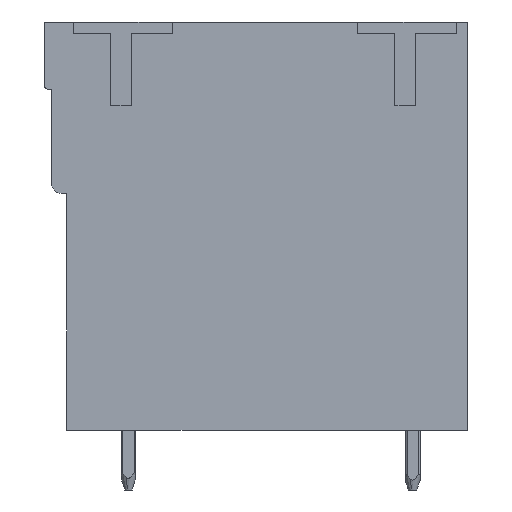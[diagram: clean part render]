
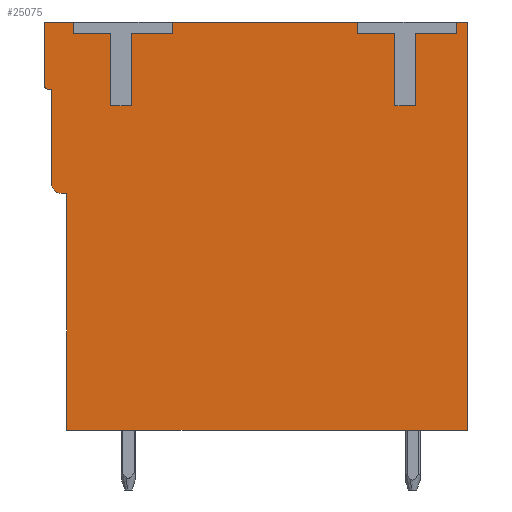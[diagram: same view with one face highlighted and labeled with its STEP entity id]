
A CAD part, left-side view. The second image highlights one B-rep face of the part: STEP entity #25075.
In plain terms, the highlighted planar face has unit normal (-1, 0, 0).
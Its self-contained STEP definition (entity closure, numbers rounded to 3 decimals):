
#23011=AXIS2_PLACEMENT_3D('Circle Axis2P3D',#23009,#23010,$) ;
#23083=AXIS2_PLACEMENT_3D('Circle Axis2P3D',#23081,#23082,$) ;
#25033=AXIS2_PLACEMENT_3D('Plane Axis2P3D',#25030,#25031,#25032) ;
#458=CARTESIAN_POINT('Vertex',(0.3,21.5,3.2)) ;
#461=CARTESIAN_POINT('Line Origine',(0.3,21.5,9.55)) ;
#465=CARTESIAN_POINT('Vertex',(0.3,21.5,15.9)) ;
#21039=CARTESIAN_POINT('Vertex',(0.3,5.9,25.1)) ;
#21042=CARTESIAN_POINT('Line Origine',(0.3,5.9,24.8)) ;
#21046=CARTESIAN_POINT('Vertex',(0.3,5.9,24.5)) ;
#21061=CARTESIAN_POINT('Line Origine',(0.3,4.9,24.5)) ;
#21065=CARTESIAN_POINT('Vertex',(0.3,3.9,24.5)) ;
#21080=CARTESIAN_POINT('Line Origine',(0.3,3.9,22.55)) ;
#21084=CARTESIAN_POINT('Vertex',(0.3,3.9,20.6)) ;
#21099=CARTESIAN_POINT('Line Origine',(0.3,3.35,20.6)) ;
#21103=CARTESIAN_POINT('Vertex',(0.3,2.8,20.6)) ;
#21118=CARTESIAN_POINT('Line Origine',(0.3,2.8,22.55)) ;
#21122=CARTESIAN_POINT('Vertex',(0.3,2.8,24.5)) ;
#21137=CARTESIAN_POINT('Line Origine',(0.3,1.7,24.5)) ;
#21141=CARTESIAN_POINT('Vertex',(0.3,0.6,24.5)) ;
#21156=CARTESIAN_POINT('Line Origine',(0.3,0.6,24.8)) ;
#21160=CARTESIAN_POINT('Vertex',(0.3,0.6,25.1)) ;
#21179=CARTESIAN_POINT('Vertex',(0.3,21.14,25.1)) ;
#21182=CARTESIAN_POINT('Line Origine',(0.3,21.14,24.8)) ;
#21186=CARTESIAN_POINT('Vertex',(0.3,21.14,24.5)) ;
#21201=CARTESIAN_POINT('Line Origine',(0.3,20.14,24.5)) ;
#21205=CARTESIAN_POINT('Vertex',(0.3,19.14,24.5)) ;
#21220=CARTESIAN_POINT('Line Origine',(0.3,19.14,22.55)) ;
#21224=CARTESIAN_POINT('Vertex',(0.3,19.14,20.6)) ;
#21239=CARTESIAN_POINT('Line Origine',(0.3,18.59,20.6)) ;
#21243=CARTESIAN_POINT('Vertex',(0.3,18.04,20.6)) ;
#21258=CARTESIAN_POINT('Line Origine',(0.3,18.04,22.55)) ;
#21262=CARTESIAN_POINT('Vertex',(0.3,18.04,24.5)) ;
#21277=CARTESIAN_POINT('Line Origine',(0.3,16.94,24.5)) ;
#21281=CARTESIAN_POINT('Vertex',(0.3,15.84,24.5)) ;
#21296=CARTESIAN_POINT('Line Origine',(0.3,15.84,24.8)) ;
#21300=CARTESIAN_POINT('Vertex',(0.3,15.84,25.1)) ;
#22985=CARTESIAN_POINT('Line Origine',(0.3,21.65,15.9)) ;
#22989=CARTESIAN_POINT('Vertex',(0.3,21.8,15.9)) ;
#23009=CARTESIAN_POINT('Axis2P3D Location',(0.3,21.8,16.4)) ;
#23013=CARTESIAN_POINT('Vertex',(0.3,22.3,16.4)) ;
#23033=CARTESIAN_POINT('Line Origine',(0.3,22.3,18.95)) ;
#23037=CARTESIAN_POINT('Vertex',(0.3,22.3,21.5)) ;
#23057=CARTESIAN_POINT('Line Origine',(0.3,22.4,21.5)) ;
#23061=CARTESIAN_POINT('Vertex',(0.3,22.5,21.5)) ;
#23081=CARTESIAN_POINT('Axis2P3D Location',(0.3,22.5,21.7)) ;
#23085=CARTESIAN_POINT('Vertex',(0.3,22.7,21.7)) ;
#23105=CARTESIAN_POINT('Line Origine',(0.3,22.7,23.4)) ;
#23109=CARTESIAN_POINT('Vertex',(0.3,22.7,25.1)) ;
#23129=CARTESIAN_POINT('Line Origine',(0.3,10.87,25.1)) ;
#23134=CARTESIAN_POINT('Line Origine',(0.3,0.3,25.1)) ;
#23138=CARTESIAN_POINT('Vertex',(0.3,0.,25.1)) ;
#23146=CARTESIAN_POINT('Line Origine',(0.3,21.92,25.1)) ;
#25030=CARTESIAN_POINT('Axis2P3D Location',(0.3,0.,0.)) ;
#25035=CARTESIAN_POINT('Line Origine',(0.3,10.75,3.2)) ;
#25039=CARTESIAN_POINT('Vertex',(0.3,0.,3.2)) ;
#25042=CARTESIAN_POINT('Line Origine',(0.3,0.,14.15)) ;
#462=DIRECTION('Vector Direction',(0.,0.,1.)) ;
#21043=DIRECTION('Vector Direction',(0.,0.,1.)) ;
#21062=DIRECTION('Vector Direction',(0.,1.,0.)) ;
#21081=DIRECTION('Vector Direction',(0.,0.,1.)) ;
#21100=DIRECTION('Vector Direction',(0.,1.,0.)) ;
#21119=DIRECTION('Vector Direction',(0.,0.,-1.)) ;
#21138=DIRECTION('Vector Direction',(0.,1.,0.)) ;
#21157=DIRECTION('Vector Direction',(0.,0.,-1.)) ;
#21183=DIRECTION('Vector Direction',(0.,0.,1.)) ;
#21202=DIRECTION('Vector Direction',(0.,1.,0.)) ;
#21221=DIRECTION('Vector Direction',(0.,0.,1.)) ;
#21240=DIRECTION('Vector Direction',(0.,1.,0.)) ;
#21259=DIRECTION('Vector Direction',(0.,0.,-1.)) ;
#21278=DIRECTION('Vector Direction',(0.,1.,0.)) ;
#21297=DIRECTION('Vector Direction',(0.,0.,-1.)) ;
#22986=DIRECTION('Vector Direction',(0.,1.,0.)) ;
#23010=DIRECTION('Axis2P3D Direction',(-1.,0.,0.)) ;
#23034=DIRECTION('Vector Direction',(0.,0.,1.)) ;
#23058=DIRECTION('Vector Direction',(0.,1.,0.)) ;
#23082=DIRECTION('Axis2P3D Direction',(-1.,0.,0.)) ;
#23106=DIRECTION('Vector Direction',(0.,0.,1.)) ;
#23130=DIRECTION('Vector Direction',(0.,-1.,0.)) ;
#23135=DIRECTION('Vector Direction',(0.,-1.,0.)) ;
#23147=DIRECTION('Vector Direction',(0.,-1.,0.)) ;
#25031=DIRECTION('Axis2P3D Direction',(-1.,0.,0.)) ;
#25032=DIRECTION('Axis2P3D XDirection',(0.,0.,1.)) ;
#25036=DIRECTION('Vector Direction',(0.,1.,0.)) ;
#25043=DIRECTION('Vector Direction',(0.,0.,-1.)) ;
#463=VECTOR('Line Direction',#462,1.) ;
#21044=VECTOR('Line Direction',#21043,1.) ;
#21063=VECTOR('Line Direction',#21062,1.) ;
#21082=VECTOR('Line Direction',#21081,1.) ;
#21101=VECTOR('Line Direction',#21100,1.) ;
#21120=VECTOR('Line Direction',#21119,1.) ;
#21139=VECTOR('Line Direction',#21138,1.) ;
#21158=VECTOR('Line Direction',#21157,1.) ;
#21184=VECTOR('Line Direction',#21183,1.) ;
#21203=VECTOR('Line Direction',#21202,1.) ;
#21222=VECTOR('Line Direction',#21221,1.) ;
#21241=VECTOR('Line Direction',#21240,1.) ;
#21260=VECTOR('Line Direction',#21259,1.) ;
#21279=VECTOR('Line Direction',#21278,1.) ;
#21298=VECTOR('Line Direction',#21297,1.) ;
#22987=VECTOR('Line Direction',#22986,1.) ;
#23035=VECTOR('Line Direction',#23034,1.) ;
#23059=VECTOR('Line Direction',#23058,1.) ;
#23107=VECTOR('Line Direction',#23106,1.) ;
#23131=VECTOR('Line Direction',#23130,1.) ;
#23136=VECTOR('Line Direction',#23135,1.) ;
#23148=VECTOR('Line Direction',#23147,1.) ;
#25037=VECTOR('Line Direction',#25036,1.) ;
#25044=VECTOR('Line Direction',#25043,1.) ;
#25048=ORIENTED_EDGE('',*,*,#23133,.T.) ;
#25049=ORIENTED_EDGE('',*,*,#21302,.F.) ;
#25050=ORIENTED_EDGE('',*,*,#21283,.F.) ;
#25051=ORIENTED_EDGE('',*,*,#21264,.F.) ;
#25052=ORIENTED_EDGE('',*,*,#21245,.F.) ;
#25053=ORIENTED_EDGE('',*,*,#21226,.F.) ;
#25054=ORIENTED_EDGE('',*,*,#21207,.F.) ;
#25055=ORIENTED_EDGE('',*,*,#21188,.F.) ;
#25056=ORIENTED_EDGE('',*,*,#23150,.T.) ;
#25057=ORIENTED_EDGE('',*,*,#23111,.T.) ;
#25058=ORIENTED_EDGE('',*,*,#23087,.T.) ;
#25059=ORIENTED_EDGE('',*,*,#23063,.T.) ;
#25060=ORIENTED_EDGE('',*,*,#23039,.T.) ;
#25061=ORIENTED_EDGE('',*,*,#23015,.T.) ;
#25062=ORIENTED_EDGE('',*,*,#22991,.T.) ;
#25063=ORIENTED_EDGE('',*,*,#467,.T.) ;
#25064=ORIENTED_EDGE('',*,*,#25041,.T.) ;
#25065=ORIENTED_EDGE('',*,*,#25046,.T.) ;
#25066=ORIENTED_EDGE('',*,*,#23140,.T.) ;
#25067=ORIENTED_EDGE('',*,*,#21162,.F.) ;
#25068=ORIENTED_EDGE('',*,*,#21143,.F.) ;
#25069=ORIENTED_EDGE('',*,*,#21124,.F.) ;
#25070=ORIENTED_EDGE('',*,*,#21105,.F.) ;
#25071=ORIENTED_EDGE('',*,*,#21086,.F.) ;
#25072=ORIENTED_EDGE('',*,*,#21067,.F.) ;
#25073=ORIENTED_EDGE('',*,*,#21048,.F.) ;
#25075=ADVANCED_FACE('HOUSING',(#25074),#25034,.T.) ;
#23012=CIRCLE('generated circle',#23011,0.5) ;
#23084=CIRCLE('generated circle',#23083,0.2) ;
#467=EDGE_CURVE('',#466,#459,#464,.F.) ;
#21048=EDGE_CURVE('',#21040,#21047,#21045,.F.) ;
#21067=EDGE_CURVE('',#21047,#21066,#21064,.F.) ;
#21086=EDGE_CURVE('',#21066,#21085,#21083,.F.) ;
#21105=EDGE_CURVE('',#21085,#21104,#21102,.F.) ;
#21124=EDGE_CURVE('',#21104,#21123,#21121,.F.) ;
#21143=EDGE_CURVE('',#21123,#21142,#21140,.F.) ;
#21162=EDGE_CURVE('',#21142,#21161,#21159,.F.) ;
#21188=EDGE_CURVE('',#21180,#21187,#21185,.F.) ;
#21207=EDGE_CURVE('',#21187,#21206,#21204,.F.) ;
#21226=EDGE_CURVE('',#21206,#21225,#21223,.F.) ;
#21245=EDGE_CURVE('',#21225,#21244,#21242,.F.) ;
#21264=EDGE_CURVE('',#21244,#21263,#21261,.F.) ;
#21283=EDGE_CURVE('',#21263,#21282,#21280,.F.) ;
#21302=EDGE_CURVE('',#21282,#21301,#21299,.F.) ;
#22991=EDGE_CURVE('',#22990,#466,#22988,.F.) ;
#23015=EDGE_CURVE('',#23014,#22990,#23012,.T.) ;
#23039=EDGE_CURVE('',#23038,#23014,#23036,.F.) ;
#23063=EDGE_CURVE('',#23062,#23038,#23060,.F.) ;
#23087=EDGE_CURVE('',#23086,#23062,#23084,.T.) ;
#23111=EDGE_CURVE('',#23110,#23086,#23108,.F.) ;
#23133=EDGE_CURVE('',#21040,#21301,#23132,.F.) ;
#23140=EDGE_CURVE('',#23139,#21161,#23137,.F.) ;
#23150=EDGE_CURVE('',#21180,#23110,#23149,.F.) ;
#25041=EDGE_CURVE('',#459,#25040,#25038,.F.) ;
#25046=EDGE_CURVE('',#25040,#23139,#25045,.F.) ;
#25047=EDGE_LOOP('',(#25048,#25049,#25050,#25051,#25052,#25053,#25054,#25055,#25056,#25057,#25058,#25059,#25060,#25061,#25062,#25063,#25064,#25065,#25066,#25067,#25068,#25069,#25070,#25071,#25072,#25073)) ;
#25074=FACE_OUTER_BOUND('',#25047,.T.) ;
#464=LINE('Line',#461,#463) ;
#21045=LINE('Line',#21042,#21044) ;
#21064=LINE('Line',#21061,#21063) ;
#21083=LINE('Line',#21080,#21082) ;
#21102=LINE('Line',#21099,#21101) ;
#21121=LINE('Line',#21118,#21120) ;
#21140=LINE('Line',#21137,#21139) ;
#21159=LINE('Line',#21156,#21158) ;
#21185=LINE('Line',#21182,#21184) ;
#21204=LINE('Line',#21201,#21203) ;
#21223=LINE('Line',#21220,#21222) ;
#21242=LINE('Line',#21239,#21241) ;
#21261=LINE('Line',#21258,#21260) ;
#21280=LINE('Line',#21277,#21279) ;
#21299=LINE('Line',#21296,#21298) ;
#22988=LINE('Line',#22985,#22987) ;
#23036=LINE('Line',#23033,#23035) ;
#23060=LINE('Line',#23057,#23059) ;
#23108=LINE('Line',#23105,#23107) ;
#23132=LINE('Line',#23129,#23131) ;
#23137=LINE('Line',#23134,#23136) ;
#23149=LINE('Line',#23146,#23148) ;
#25038=LINE('Line',#25035,#25037) ;
#25045=LINE('Line',#25042,#25044) ;
#25034=PLANE('',#25033) ;
#459=VERTEX_POINT('',#458) ;
#466=VERTEX_POINT('',#465) ;
#21040=VERTEX_POINT('',#21039) ;
#21047=VERTEX_POINT('',#21046) ;
#21066=VERTEX_POINT('',#21065) ;
#21085=VERTEX_POINT('',#21084) ;
#21104=VERTEX_POINT('',#21103) ;
#21123=VERTEX_POINT('',#21122) ;
#21142=VERTEX_POINT('',#21141) ;
#21161=VERTEX_POINT('',#21160) ;
#21180=VERTEX_POINT('',#21179) ;
#21187=VERTEX_POINT('',#21186) ;
#21206=VERTEX_POINT('',#21205) ;
#21225=VERTEX_POINT('',#21224) ;
#21244=VERTEX_POINT('',#21243) ;
#21263=VERTEX_POINT('',#21262) ;
#21282=VERTEX_POINT('',#21281) ;
#21301=VERTEX_POINT('',#21300) ;
#22990=VERTEX_POINT('',#22989) ;
#23014=VERTEX_POINT('',#23013) ;
#23038=VERTEX_POINT('',#23037) ;
#23062=VERTEX_POINT('',#23061) ;
#23086=VERTEX_POINT('',#23085) ;
#23110=VERTEX_POINT('',#23109) ;
#23139=VERTEX_POINT('',#23138) ;
#25040=VERTEX_POINT('',#25039) ;
